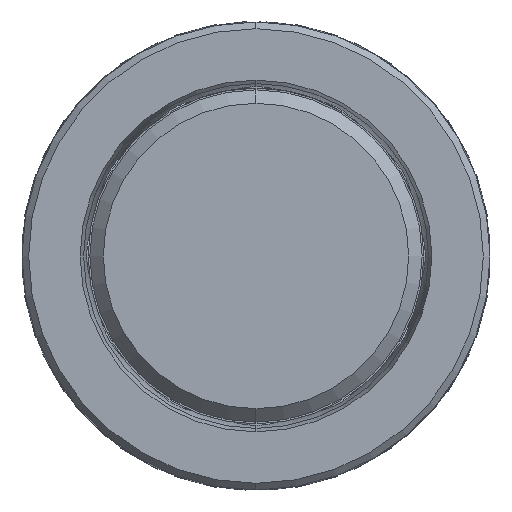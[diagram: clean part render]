
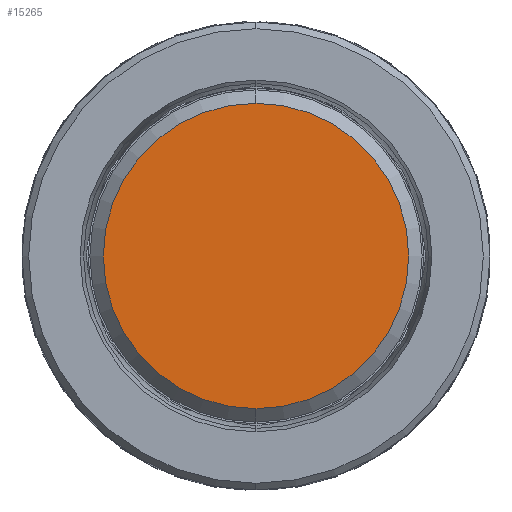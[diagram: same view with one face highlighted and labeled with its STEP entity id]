
A CAD part, front view. The second image highlights one B-rep face of the part: STEP entity #15265.
In plain terms, the highlighted planar face has unit normal (0, -1, 0).
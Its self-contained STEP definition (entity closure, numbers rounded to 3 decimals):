
#1286 = CIRCLE ( 'NONE', #2560, 22.75 ) ;
#2372 = DIRECTION ( 'NONE',  ( 0., 1., 0. ) ) ;
#2560 = AXIS2_PLACEMENT_3D ( 'NONE', #17266, #9679, #28010 ) ;
#3607 = CARTESIAN_POINT ( 'NONE',  ( 0., 0., 0. ) ) ;
#4743 = DIRECTION ( 'NONE',  ( 0., 0., 1. ) ) ;
#7168 = EDGE_LOOP ( 'NONE', ( #25619, #26376 ) ) ;
#8698 = DIRECTION ( 'NONE',  ( 0., -1., 0. ) ) ;
#9679 = DIRECTION ( 'NONE',  ( 0., -1., 0. ) ) ;
#11669 = EDGE_CURVE ( 'NONE', #15673, #31358, #28021, .T. ) ;
#12671 = AXIS2_PLACEMENT_3D ( 'NONE', #3607, #8698, #29746 ) ;
#13427 = FACE_OUTER_BOUND ( 'NONE', #7168, .T. ) ;
#14993 = AXIS2_PLACEMENT_3D ( 'NONE', #28158, #2372, #4743 ) ;
#15265 = ADVANCED_FACE ( 'NONE', ( #13427 ), #22736, .F. ) ;
#15673 = VERTEX_POINT ( 'NONE', #28229 ) ;
#17266 = CARTESIAN_POINT ( 'NONE',  ( 0., 0., 0. ) ) ;
#20159 = CARTESIAN_POINT ( 'NONE',  ( 0., 0., 22.75 ) ) ;
#22736 = PLANE ( 'NONE',  #14993 ) ;
#25619 = ORIENTED_EDGE ( 'NONE', *, *, #27910, .T. ) ;
#26376 = ORIENTED_EDGE ( 'NONE', *, *, #11669, .T. ) ;
#27910 = EDGE_CURVE ( 'NONE', #31358, #15673, #1286, .T. ) ;
#28010 = DIRECTION ( 'NONE',  ( 0., 0., 1. ) ) ;
#28021 = CIRCLE ( 'NONE', #12671, 22.75 ) ;
#28158 = CARTESIAN_POINT ( 'NONE',  ( 0., 0., 0. ) ) ;
#28229 = CARTESIAN_POINT ( 'NONE',  ( 0., 0., -22.75 ) ) ;
#29746 = DIRECTION ( 'NONE',  ( 0., 0., 1. ) ) ;
#31358 = VERTEX_POINT ( 'NONE', #20159 ) ;
